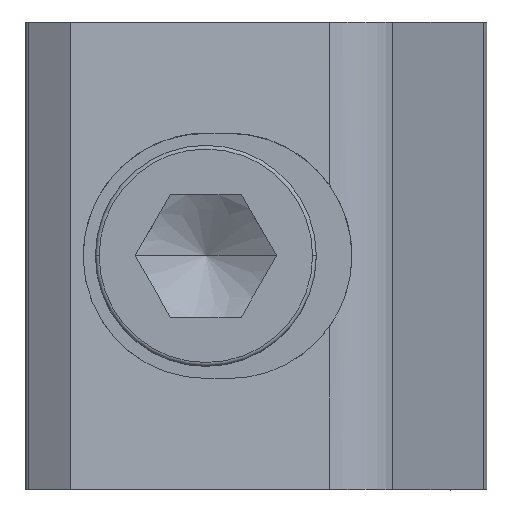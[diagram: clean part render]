
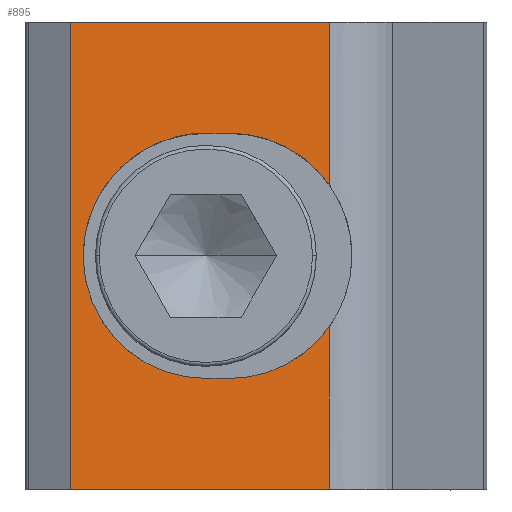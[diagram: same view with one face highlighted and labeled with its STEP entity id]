
A CAD part, top view. The second image highlights one B-rep face of the part: STEP entity #895.
In plain terms, the highlighted planar face has unit normal (0.093, 0, 0.996).
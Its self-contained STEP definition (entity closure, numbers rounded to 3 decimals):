
#343=EDGE_CURVE('',#515,#411,#951,.T.);
#371=EDGE_CURVE('',#643,#379,#981,.T.);
#379=VERTEX_POINT('',#989);
#381=VERTEX_POINT('',#991);
#403=EDGE_CURVE('',#435,#801,#1016,.T.);
#405=EDGE_CURVE('',#381,#779,#1018,.T.);
#411=VERTEX_POINT('',#1024);
#425=EDGE_CURVE('',#659,#435,#1038,.T.);
#435=VERTEX_POINT('',#1049);
#455=EDGE_CURVE('',#411,#381,#1071,.T.);
#463=EDGE_CURVE('',#873,#515,#1080,.T.);
#515=VERTEX_POINT('',#1138);
#543=EDGE_CURVE('',#779,#379,#1168,.T.);
#629=EDGE_CURVE('',#643,#659,#1267,.T.);
#643=VERTEX_POINT('',#1281);
#659=VERTEX_POINT('',#1299);
#779=VERTEX_POINT('',#1435);
#801=VERTEX_POINT('',#1460);
#821=EDGE_CURVE('',#801,#873,#1482,.T.);
#873=VERTEX_POINT('',#1538);
#895=ADVANCED_FACE('',(#1562),#1563,.T.);
#951=LINE('',#1616,#1617);
#981=LINE('',#1658,#1659);
#989=CARTESIAN_POINT('',(10.074,-19.05,23.837));
#991=CARTESIAN_POINT('',(-11.04,19.05,25.8));
#1016=ELLIPSE('',#1700,10.043,10.0);
#1018=LINE('',#1703,#1704);
#1024=CARTESIAN_POINT('',(10.074,19.05,23.837));
#1038=LINE('',#1743,#1744);
#1049=CARTESIAN_POINT('',(0.,-10.0,24.774));
#1071=LINE('',#1783,#1784);
#1080=ELLIPSE('',#1794,10.043,10.0);
#1138=CARTESIAN_POINT('',(10.074,5.775,23.837));
#1168=LINE('',#1944,#1945);
#1267=ELLIPSE('',#2093,10.043,10.0);
#1281=CARTESIAN_POINT('',(10.074,-5.775,23.837));
#1299=CARTESIAN_POINT('',(1.91,-10.0,24.596));
#1435=CARTESIAN_POINT('',(-11.04,-19.05,25.8));
#1460=CARTESIAN_POINT('',(0.,10.0,24.774));
#1482=LINE('',#2408,#2409);
#1538=CARTESIAN_POINT('',(1.91,10.0,24.596));
#1562=FACE_OUTER_BOUND('',#2521,.T.);
#1563=PLANE('',#2522);
#1616=CARTESIAN_POINT('',(10.074,0.,23.837));
#1617=VECTOR('',#2578,1.0);
#1658=CARTESIAN_POINT('',(10.074,0.,23.837));
#1659=VECTOR('',#2605,1.0);
#1700=AXIS2_PLACEMENT_3D('',#2645,#2646,#2647);
#1703=CARTESIAN_POINT('',(-11.04,0.,25.8));
#1704=VECTOR('',#2648,1.0);
#1743=CARTESIAN_POINT('',(-3.998,-10.0,25.145));
#1744=VECTOR('',#2658,1.0);
#1783=CARTESIAN_POINT('',(10.074,19.05,23.837));
#1784=VECTOR('',#2688,1.0);
#1794=AXIS2_PLACEMENT_3D('',#2700,#2701,#2702);
#1944=CARTESIAN_POINT('',(10.074,-19.05,23.837));
#1945=VECTOR('',#2822,1.0);
#2093=AXIS2_PLACEMENT_3D('',#2947,#2948,#2949);
#2408=CARTESIAN_POINT('',(5.612,10.0,24.252));
#2409=VECTOR('',#3223,1.0);
#2521=EDGE_LOOP('',(#3304,#3305,#3306,#3307,#3308,#3309,#3310,#3311,#3312,#3313));
#2522=AXIS2_PLACEMENT_3D('',#3314,#3315,#3316);
#2578=DIRECTION('',(0.0,1.0,0.));
#2605=DIRECTION('',(0.0,-1.0,0.));
#2645=CARTESIAN_POINT('',(0.,0.0,24.774));
#2646=DIRECTION('',(-0.093,0.,-0.996));
#2647=DIRECTION('',(-0.996,0.0,0.093));
#2648=DIRECTION('',(0.0,-1.0,0.));
#2658=DIRECTION('',(-0.996,0.0,0.093));
#2688=DIRECTION('',(-0.996,0.,0.093));
#2700=CARTESIAN_POINT('',(1.91,0.0,24.596));
#2701=DIRECTION('',(-0.093,0.,-0.996));
#2702=DIRECTION('',(0.996,0.0,-0.093));
#2822=DIRECTION('',(0.996,0.,-0.093));
#2947=CARTESIAN_POINT('',(1.91,0.0,24.596));
#2948=DIRECTION('',(-0.093,0.,-0.996));
#2949=DIRECTION('',(0.996,0.0,-0.093));
#3223=DIRECTION('',(0.996,0.0,-0.093));
#3304=ORIENTED_EDGE('',*,*,#403,.T.);
#3305=ORIENTED_EDGE('',*,*,#821,.T.);
#3306=ORIENTED_EDGE('',*,*,#463,.T.);
#3307=ORIENTED_EDGE('',*,*,#343,.T.);
#3308=ORIENTED_EDGE('',*,*,#455,.T.);
#3309=ORIENTED_EDGE('',*,*,#405,.T.);
#3310=ORIENTED_EDGE('',*,*,#543,.T.);
#3311=ORIENTED_EDGE('',*,*,#371,.F.);
#3312=ORIENTED_EDGE('',*,*,#629,.T.);
#3313=ORIENTED_EDGE('',*,*,#425,.T.);
#3314=CARTESIAN_POINT('',(-11.04,0.,25.8));
#3315=DIRECTION('',(0.093,0.,0.996));
#3316=DIRECTION('',(0.0,-1.0,0.));
